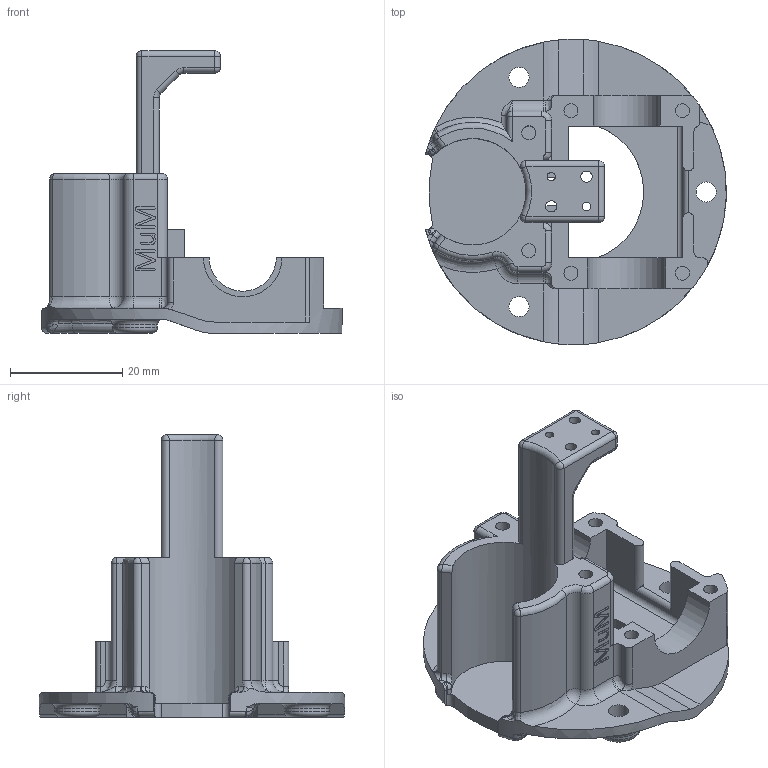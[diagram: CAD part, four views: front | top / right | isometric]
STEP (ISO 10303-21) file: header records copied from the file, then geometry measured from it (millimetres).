
FILE_DESCRIPTION(/* description */ (''),/* implementation_level */ '2;1');
FILE_NAME(/* name */ 'Deckel_unten_Einlage_V3.stp',/* time_stamp */ '2020-02-18T18:50:04-05:00',/* author */ ('rhoch'),/* organization */ (''),/* preprocessor_version */ 'ST-DEVELOPER v17',/* originating_system */ 'Autodesk Inventor 2018',/* authorisation */ '');
FILE_SCHEMA (('AUTOMOTIVE_DESIGN { 1 0 10303 214 3 1 1 }'));
Length unit declared in the file: millimetre
Products named in the file (1): Deckel_unten_Einlage_V2
Bounding box: 53.63 x 54.5 x 50.4 mm (x, y, z)
Volume: 15503.9 mm3; surface area: 11125.1 mm2
Topology: 1 solids, 1 shells, 421 faces, 1122 edges, 712 vertices
Faces by surface type: plane 155, bspline 122, cylinder 102, torus 30, sphere 12
Full cylindrical faces by diameter (mm): 1.5 x2, 2 x2, 2.5 x6, 3.6 x3, 8 x2
Entity records: 15601 total; most frequent: CARTESIAN_POINT 5681, ORIENTED_EDGE 2234, DIRECTION 1770, EDGE_CURVE 1117, VERTEX_POINT 712, AXIS2_PLACEMENT_3D 600, LINE 570, VECTOR 570
